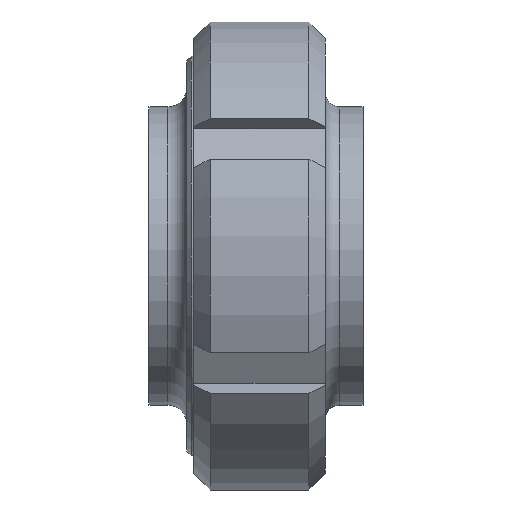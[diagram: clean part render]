
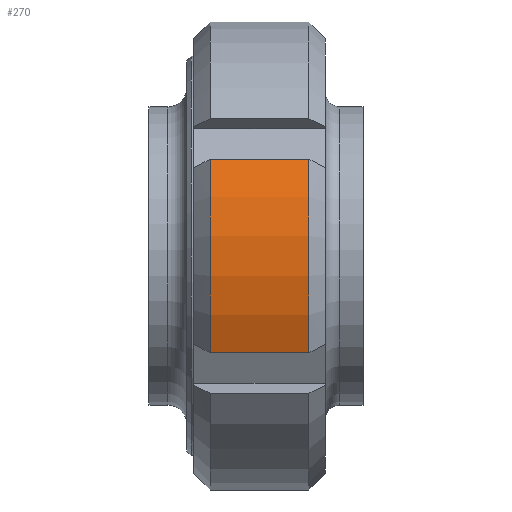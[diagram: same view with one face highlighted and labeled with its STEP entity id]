
A CAD part, left-side view. The second image highlights one B-rep face of the part: STEP entity #270.
In plain terms, the highlighted cylindrical face has radius 50 mm (diameter 100 mm), a partial arc.
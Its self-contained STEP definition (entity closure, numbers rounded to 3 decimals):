
#143 = DIRECTION ( 'NONE',  ( 0., 0., 1. ) ) ;
#145 = DIRECTION ( 'NONE',  ( 0., 1., 0. ) ) ;
#147 = CARTESIAN_POINT ( 'NONE',  ( 0., 68.273, 0. ) ) ;
#270 = ADVANCED_FACE ( 'NONE', ( #981 ), #985, .T. ) ;
#415 = ORIENTED_EDGE ( 'NONE', *, *, #677, .T. ) ;
#421 = ORIENTED_EDGE ( 'NONE', *, *, #680, .T. ) ;
#422 = ORIENTED_EDGE ( 'NONE', *, *, #679, .F. ) ;
#423 = ORIENTED_EDGE ( 'NONE', *, *, #678, .T. ) ;
#468 = VERTEX_POINT ( 'NONE', #1198 ) ;
#470 = VERTEX_POINT ( 'NONE', #1200 ) ;
#472 = VERTEX_POINT ( 'NONE', #1202 ) ;
#473 = VERTEX_POINT ( 'NONE', #1203 ) ;
#529 = EDGE_LOOP ( 'NONE', ( #415, #423, #422, #421 ) ) ;
#677 = EDGE_CURVE ( 'NONE', #468, #470, #1100, .T. ) ;
#678 = EDGE_CURVE ( 'NONE', #470, #473, #1098, .T. ) ;
#679 = EDGE_CURVE ( 'NONE', #472, #473, #1101, .T. ) ;
#680 = EDGE_CURVE ( 'NONE', #472, #468, #1762, .T. ) ;
#796 = AXIS2_PLACEMENT_3D ( 'NONE', #147, #145, #143 ) ;
#981 = FACE_OUTER_BOUND ( 'NONE', #529, .T. ) ;
#985 = CYLINDRICAL_SURFACE ( 'NONE', #796, 50. ) ;
#1098 = LINE ( 'NONE', #1547, #1102 ) ;
#1100 = CIRCLE ( 'NONE', #2113, 50. ) ;
#1101 = CIRCLE ( 'NONE', #2114, 50. ) ;
#1102 = VECTOR ( 'NONE', #1551, 1000. ) ;
#1198 = CARTESIAN_POINT ( 'NONE',  ( -45.584, 3.5, -20.545 ) ) ;
#1200 = CARTESIAN_POINT ( 'NONE',  ( -45.584, 3.5, 20.545 ) ) ;
#1202 = CARTESIAN_POINT ( 'NONE',  ( -45.584, 24.5, -20.545 ) ) ;
#1203 = CARTESIAN_POINT ( 'NONE',  ( -45.584, 24.5, 20.545 ) ) ;
#1546 = DIRECTION ( 'NONE',  ( 0., -1., 0. ) ) ;
#1547 = CARTESIAN_POINT ( 'NONE',  ( -45.584, 68.273, 20.545 ) ) ;
#1548 = CARTESIAN_POINT ( 'NONE',  ( 0., 3.5, 0. ) ) ;
#1549 = DIRECTION ( 'NONE',  ( 0., 1., 0. ) ) ;
#1550 = DIRECTION ( 'NONE',  ( 0., 0., 1. ) ) ;
#1551 = DIRECTION ( 'NONE',  ( 0., 1., 0. ) ) ;
#1553 = CARTESIAN_POINT ( 'NONE',  ( -45.584, 68.273, -20.545 ) ) ;
#1554 = CARTESIAN_POINT ( 'NONE',  ( 0., 24.5, 0. ) ) ;
#1555 = DIRECTION ( 'NONE',  ( 0., 1., 0. ) ) ;
#1556 = DIRECTION ( 'NONE',  ( 0., 0., 1. ) ) ;
#1762 = LINE ( 'NONE', #1553, #1763 ) ;
#1763 = VECTOR ( 'NONE', #1546, 1000. ) ;
#2113 = AXIS2_PLACEMENT_3D ( 'NONE', #1548, #1549, #1550 ) ;
#2114 = AXIS2_PLACEMENT_3D ( 'NONE', #1554, #1555, #1556 ) ;
